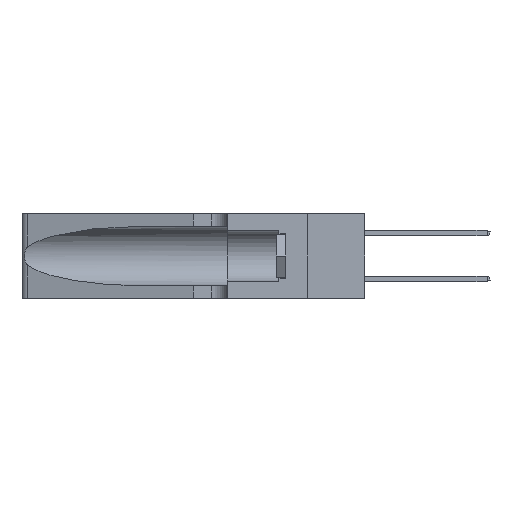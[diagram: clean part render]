
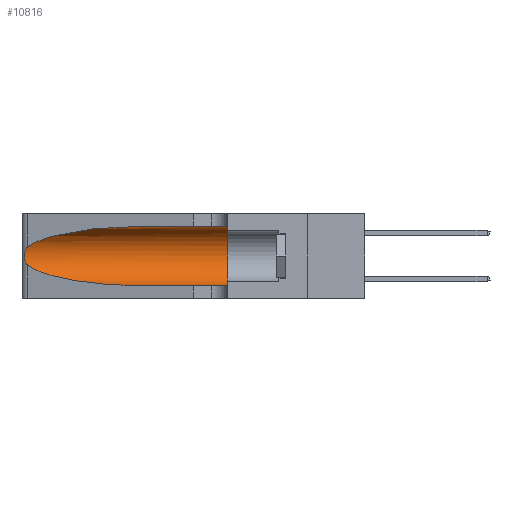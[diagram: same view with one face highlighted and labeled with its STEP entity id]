
A CAD part, left-side view. The second image highlights one B-rep face of the part: STEP entity #10816.
In plain terms, the highlighted cylindrical face has radius 3.308 mm (diameter 6.617 mm), a partial arc.
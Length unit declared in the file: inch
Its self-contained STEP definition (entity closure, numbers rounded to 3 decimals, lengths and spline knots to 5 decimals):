
#218 = CARTESIAN_POINT ( 'NONE',  ( 0.1305, 1.61858, 0.31525 ) ) ;
#276 = CARTESIAN_POINT ( 'NONE',  ( 0.1305, 0.72297, 0.05475 ) ) ;
#739 = ORIENTED_EDGE ( 'NONE', *, *, #3971, .T. ) ;
#851 = CARTESIAN_POINT ( 'NONE',  ( 0.25487, 1.22718, 0.22369 ) ) ;
#1510 = AXIS2_PLACEMENT_3D ( 'NONE', #24173, #14715, #3240 ) ;
#2120 = CARTESIAN_POINT ( 'NONE',  ( 0.25787, 1.23484, 0.2124 ) ) ;
#2840 = ORIENTED_EDGE ( 'NONE', *, *, #23467, .F. ) ;
#2983 = DIRECTION ( 'NONE',  ( 0., -1., 0. ) ) ;
#3142 = ORIENTED_EDGE ( 'NONE', *, *, #21865, .T. ) ;
#3240 = DIRECTION ( 'NONE',  ( 0., 0., -1. ) ) ;
#3407 = EDGE_CURVE ( 'NONE', #17772, #17414, #4973, .T. ) ;
#3960 = CARTESIAN_POINT ( 'NONE',  ( 0.25487, 1.22718, 0.22369 ) ) ;
#3971 = EDGE_CURVE ( 'NONE', #17414, #13831, #22709, .T. ) ;
#4043 = CARTESIAN_POINT ( 'NONE',  ( 0.26018, 1.23835, 0.19895 ) ) ;
#4279 = CIRCLE ( 'NONE', #7979, 0.13025 ) ;
#4973 =( BOUNDED_CURVE ( )  B_SPLINE_CURVE ( 3, ( #5980, #7919, #21199, #9816 ),
 .UNSPECIFIED., .F., .T. ) 
 B_SPLINE_CURVE_WITH_KNOTS ( ( 4, 4 ),
 ( 3.44316, 4.71239 ),
 .UNSPECIFIED. ) 
 CURVE ( )  GEOMETRIC_REPRESENTATION_ITEM ( )  RATIONAL_B_SPLINE_CURVE ( ( 1., 0.87, 0.87, 1. ) ) 
 REPRESENTATION_ITEM ( '' )  );
#5763 = B_SPLINE_CURVE_WITH_KNOTS ( 'NONE', 3,
 ( #3960, #23044, #13613, #2120, #15499, #4043, #17391, #6007, #19309, #7946, #21230, #9846, #23129, #11787 ),
 .UNSPECIFIED., .F., .F.,
 ( 4, 2, 2, 2, 2, 2, 4 ),
 ( 0., 0.00027, 0.00053, 0.00107, 0.0016, 0.00187, 0.00214 ),
 .UNSPECIFIED. ) ;
#5980 = CARTESIAN_POINT ( 'NONE',  ( 0.25487, 1.22718, 0.14631 ) ) ;
#6007 = CARTESIAN_POINT ( 'NONE',  ( 0.26075, 1.23896, 0.178 ) ) ;
#7062 = DIRECTION ( 'NONE',  ( 0., 1., 0. ) ) ;
#7919 = CARTESIAN_POINT ( 'NONE',  ( 0.2373, 1.15595, 0.08982 ) ) ;
#7946 = CARTESIAN_POINT ( 'NONE',  ( 0.25856, 1.23593, 0.16098 ) ) ;
#7979 = AXIS2_PLACEMENT_3D ( 'NONE', #18454, #7062, #20362 ) ;
#8076 = CARTESIAN_POINT ( 'NONE',  ( 0.1305, 0.72297, 0.31525 ) ) ;
#8358 = EDGE_LOOP ( 'NONE', ( #15714, #3142, #19059, #739, #11001, #2840 ) ) ;
#8953 = CARTESIAN_POINT ( 'NONE',  ( 0.25487, 1.22718, 0.14631 ) ) ;
#8972 = CARTESIAN_POINT ( 'NONE',  ( 0.2373, 1.15595, 0.28018 ) ) ;
#9060 = EDGE_CURVE ( 'NONE', #17484, #13227, #20860, .T. ) ;
#9816 = CARTESIAN_POINT ( 'NONE',  ( 0.1305, 0.72297, 0.05475 ) ) ;
#9846 = CARTESIAN_POINT ( 'NONE',  ( 0.25639, 1.23186, 0.15144 ) ) ;
#10816 = ADVANCED_FACE ( 'NONE', ( #21207 ), #11119, .F. ) ;
#11001 = ORIENTED_EDGE ( 'NONE', *, *, #20327, .F. ) ;
#11119 = CYLINDRICAL_SURFACE ( 'NONE', #1510, 0.13025 ) ;
#11777 = DIRECTION ( 'NONE',  ( 0., -1., 0. ) ) ;
#11787 = CARTESIAN_POINT ( 'NONE',  ( 0.25487, 1.22718, 0.14631 ) ) ;
#12646 = VECTOR ( 'NONE', #2983, 39.37008 ) ;
#12912 = CARTESIAN_POINT ( 'NONE',  ( 0.25487, 1.22718, 0.22369 ) ) ;
#13227 = VERTEX_POINT ( 'NONE', #851 ) ;
#13613 = CARTESIAN_POINT ( 'NONE',  ( 0.25639, 1.23184, 0.21858 ) ) ;
#13831 = VERTEX_POINT ( 'NONE', #14183 ) ;
#14183 = CARTESIAN_POINT ( 'NONE',  ( 0.1305, 0.35, 0.05475 ) ) ;
#14298 = VERTEX_POINT ( 'NONE', #15560 ) ;
#14715 = DIRECTION ( 'NONE',  ( 0., -1., 0. ) ) ;
#15499 = CARTESIAN_POINT ( 'NONE',  ( 0.25854, 1.2359, 0.20912 ) ) ;
#15560 = CARTESIAN_POINT ( 'NONE',  ( 0.1305, 0.35, 0.31525 ) ) ;
#15714 = ORIENTED_EDGE ( 'NONE', *, *, #9060, .T. ) ;
#17391 = CARTESIAN_POINT ( 'NONE',  ( 0.26075, 1.23896, 0.19203 ) ) ;
#17414 = VERTEX_POINT ( 'NONE', #276 ) ;
#17484 = VERTEX_POINT ( 'NONE', #8076 ) ;
#17772 = VERTEX_POINT ( 'NONE', #8953 ) ;
#18129 = LINE ( 'NONE', #218, #23784 ) ;
#18454 = CARTESIAN_POINT ( 'NONE',  ( 0.1305, 0.35, 0.185 ) ) ;
#19059 = ORIENTED_EDGE ( 'NONE', *, *, #3407, .T. ) ;
#19309 = CARTESIAN_POINT ( 'NONE',  ( 0.26017, 1.23833, 0.17102 ) ) ;
#20327 = EDGE_CURVE ( 'NONE', #14298, #13831, #4279, .T. ) ;
#20362 = DIRECTION ( 'NONE',  ( 0., 0., 1. ) ) ;
#20860 =( BOUNDED_CURVE ( )  B_SPLINE_CURVE ( 3, ( #24255, #22346, #8972, #12912 ),
 .UNSPECIFIED., .F., .F. ) 
 B_SPLINE_CURVE_WITH_KNOTS ( ( 4, 4 ),
 ( 1.5708, 2.84003 ),
 .UNSPECIFIED. ) 
 CURVE ( )  GEOMETRIC_REPRESENTATION_ITEM ( )  RATIONAL_B_SPLINE_CURVE ( ( 1., 0.87, 0.87, 1. ) ) 
 REPRESENTATION_ITEM ( '' )  );
#21199 = CARTESIAN_POINT ( 'NONE',  ( 0.18966, 0.96281, 0.05475 ) ) ;
#21207 = FACE_OUTER_BOUND ( 'NONE', #8358, .T. ) ;
#21230 = CARTESIAN_POINT ( 'NONE',  ( 0.25789, 1.23486, 0.15765 ) ) ;
#21865 = EDGE_CURVE ( 'NONE', #13227, #17772, #5763, .T. ) ;
#22346 = CARTESIAN_POINT ( 'NONE',  ( 0.18966, 0.96281, 0.31525 ) ) ;
#22709 = LINE ( 'NONE', #23936, #12646 ) ;
#23044 = CARTESIAN_POINT ( 'NONE',  ( 0.25555, 1.22994, 0.2215 ) ) ;
#23129 = CARTESIAN_POINT ( 'NONE',  ( 0.25555, 1.22993, 0.14849 ) ) ;
#23467 = EDGE_CURVE ( 'NONE', #17484, #14298, #18129, .T. ) ;
#23784 = VECTOR ( 'NONE', #11777, 39.37008 ) ;
#23936 = CARTESIAN_POINT ( 'NONE',  ( 0.1305, 1.61858, 0.05475 ) ) ;
#24173 = CARTESIAN_POINT ( 'NONE',  ( 0.1305, 1.61858, 0.185 ) ) ;
#24255 = CARTESIAN_POINT ( 'NONE',  ( 0.1305, 0.72297, 0.31525 ) ) ;
